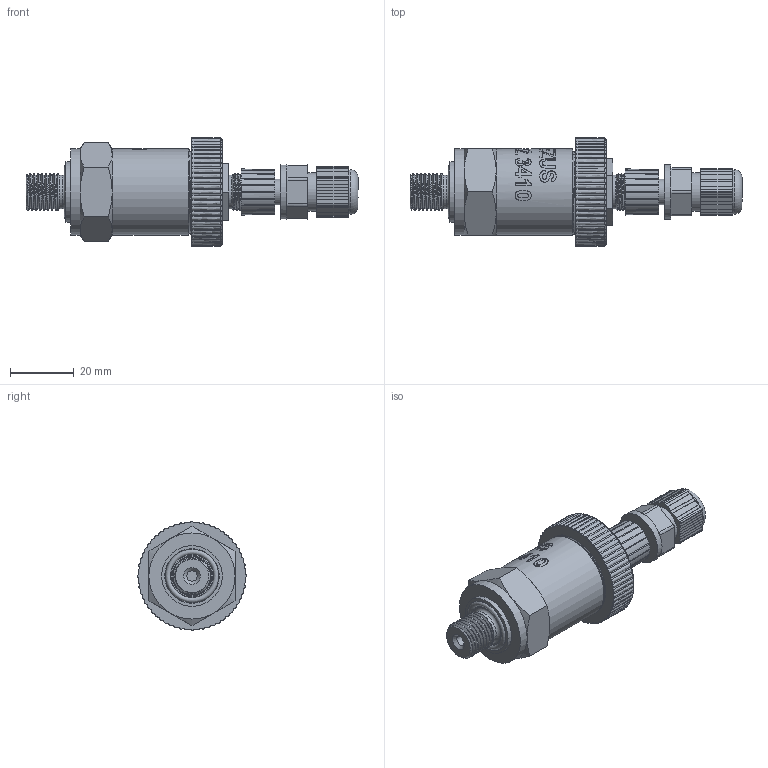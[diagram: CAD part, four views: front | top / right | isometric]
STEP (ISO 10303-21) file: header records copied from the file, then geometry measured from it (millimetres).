
FILE_DESCRIPTION(/* description */ (''),/* implementation_level */ '2;1');
FILE_NAME(/* name */ 'APZ3410_12_M12x1-straight.step',/* time_stamp */ '2021-06-17T12:47:34+03:00',/* author */ (''),/* organization */ (''),/* preprocessor_version */ 'ST-DEVELOPER v18.1',/* originating_system */ 'Autodesk Translation Framework v10.9.0.1377',/* authorisation */ '');
FILE_SCHEMA (('AUTOMOTIVE_DESIGN { 1 0 10303 214 3 1 1 }'));
Products named in the file (6): APZ3410_x_y; OMAL nut M27x1.5 v8; M12x1 male v16; Ш100.000.002 v4; M12x1 female straight v9; M12x1,25 DIN
Assembly tree (5 placements, depth 2):
  APZ3410_x_y
    OMAL nut M27x1.5 v8
    M12x1 male v16
    Ш100.000.002 v4
    M12x1 female straight v9
    M12x1,25 DIN
Bounding box: 104.05 x 34 x 34 mm (x, y, z)
Volume: 39809.2 mm3; surface area: 17991.6 mm2
Topology: 17 solids, 17 shells, 923 faces, 2561 edges, 1713 vertices
Faces by surface type: bspline 450, plane 262, cylinder 151, cone 49, torus 11
Full cylindrical faces by diameter (mm): 1 x12, 1.5 x4, 3.3 x1, 7.3 x1, 8 x3, 8.2 x1, 10.293 x1, 10.438 x7, 10.5 x1, 10.6 x2, 10.741 x6, 11.866 x7, 11.884 x5, 12 x1, 13.5 x1, 14 x2, 14.137 x4, 14.526 x3, 15.85 x3, 16.203 x3, 16.7 x1, 17 x1, 19 x1, 21.4 x2, 22.3 x1, 24.5 x1, 25.132 x4, 25.526 x4, 26.85 x3, 27 x2
Entity records: 52295 total; most frequent: CARTESIAN_POINT 32134, ORIENTED_EDGE 5122, EDGE_CURVE 2561, DIRECTION 2553, VERTEX_POINT 1713, B_SPLINE_CURVE_WITH_KNOTS 1207, EDGE_LOOP 982, LINE 955
